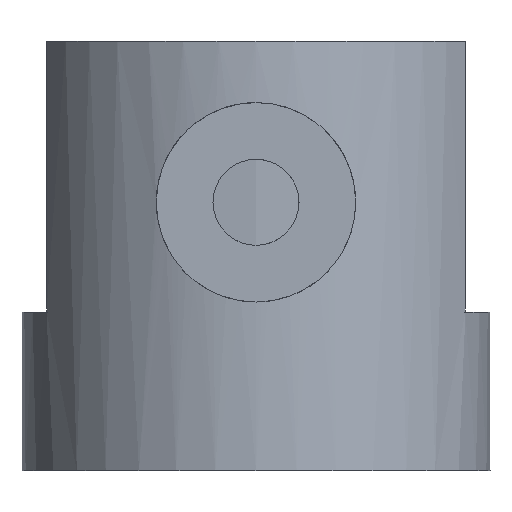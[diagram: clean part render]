
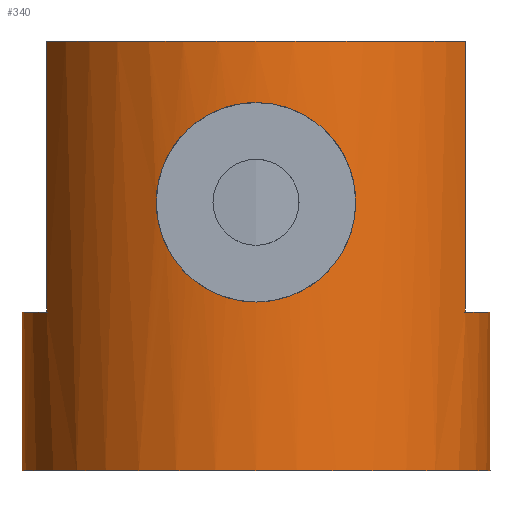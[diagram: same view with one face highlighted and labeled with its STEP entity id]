
A CAD part, left-side view. The second image highlights one B-rep face of the part: STEP entity #340.
In plain terms, the highlighted cylindrical face has radius 15.25 mm (diameter 30.5 mm), a full revolution.
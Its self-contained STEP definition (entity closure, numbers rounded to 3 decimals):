
#26=B_SPLINE_CURVE_WITH_KNOTS('',3,(#554,#555,#556,#557,#558,#559,#560,
#561,#562,#563,#564,#565,#566,#567,#568,#569,#570,#571),.UNSPECIFIED.,.F.,
 .F.,(4,2,2,2,2,2,2,2,4),(0.993,1.242,1.49,
1.738,1.987,2.235,2.484,2.732,
2.98),.UNSPECIFIED.);
#27=B_SPLINE_CURVE_WITH_KNOTS('',3,(#573,#574,#575,#576,#577,#578,#579,
#580,#581,#582),.UNSPECIFIED.,.F.,.F.,(4,2,2,2,4),(3.973,4.222,
4.47,4.719,4.967),.UNSPECIFIED.);
#28=B_SPLINE_CURVE_WITH_KNOTS('',3,(#586,#587,#588,#589,#590,#591,#592,
#593,#594,#595),.UNSPECIFIED.,.F.,.F.,(4,2,2,2,4),(2.98,3.228,
3.476,3.725,3.973),.UNSPECIFIED.);
#53=FACE_OUTER_BOUND('',#79,.T.);
#79=EDGE_LOOP('',(#267,#268,#269,#270,#271,#272,#273,#274,#275,#276,#277,
#278,#279,#280,#281,#282,#283));
#96=LINE('',#667,#111);
#97=LINE('',#668,#112);
#98=LINE('',#670,#113);
#99=LINE('',#673,#114);
#100=LINE('',#675,#115);
#101=LINE('',#678,#116);
#111=VECTOR('',#492,15.25);
#112=VECTOR('',#493,15.25);
#113=VECTOR('',#494,10.);
#114=VECTOR('',#497,10.);
#115=VECTOR('',#498,10.);
#116=VECTOR('',#501,10.);
#132=CIRCLE('',#395,15.25);
#133=CIRCLE('',#396,15.25);
#137=CIRCLE('',#401,15.25);
#138=CIRCLE('',#403,15.25);
#139=CIRCLE('',#404,15.25);
#140=CIRCLE('',#405,15.25);
#152=VERTEX_POINT('',#552);
#153=VERTEX_POINT('',#553);
#154=VERTEX_POINT('',#572);
#162=VERTEX_POINT('',#649);
#163=VERTEX_POINT('',#650);
#164=VERTEX_POINT('',#652);
#166=VERTEX_POINT('',#657);
#168=VERTEX_POINT('',#661);
#169=VERTEX_POINT('',#665);
#170=VERTEX_POINT('',#669);
#171=VERTEX_POINT('',#671);
#172=VERTEX_POINT('',#674);
#173=VERTEX_POINT('',#676);
#186=EDGE_CURVE('',#152,#153,#26,.T.);
#187=EDGE_CURVE('',#154,#152,#27,.T.);
#190=EDGE_CURVE('',#153,#154,#28,.T.);
#200=EDGE_CURVE('',#164,#163,#132,.T.);
#201=EDGE_CURVE('',#162,#164,#133,.T.);
#205=EDGE_CURVE('',#166,#168,#137,.T.);
#206=EDGE_CURVE('',#169,#169,#138,.T.);
#207=EDGE_CURVE('',#169,#152,#96,.T.);
#208=EDGE_CURVE('',#153,#164,#97,.T.);
#209=EDGE_CURVE('',#163,#170,#98,.T.);
#210=EDGE_CURVE('',#170,#171,#139,.T.);
#211=EDGE_CURVE('',#166,#171,#99,.T.);
#212=EDGE_CURVE('',#172,#168,#100,.T.);
#213=EDGE_CURVE('',#172,#173,#140,.T.);
#214=EDGE_CURVE('',#173,#162,#101,.T.);
#267=ORIENTED_EDGE('',*,*,#206,.F.);
#268=ORIENTED_EDGE('',*,*,#207,.T.);
#269=ORIENTED_EDGE('',*,*,#186,.T.);
#270=ORIENTED_EDGE('',*,*,#208,.T.);
#271=ORIENTED_EDGE('',*,*,#200,.T.);
#272=ORIENTED_EDGE('',*,*,#209,.T.);
#273=ORIENTED_EDGE('',*,*,#210,.T.);
#274=ORIENTED_EDGE('',*,*,#211,.F.);
#275=ORIENTED_EDGE('',*,*,#205,.T.);
#276=ORIENTED_EDGE('',*,*,#212,.F.);
#277=ORIENTED_EDGE('',*,*,#213,.T.);
#278=ORIENTED_EDGE('',*,*,#214,.T.);
#279=ORIENTED_EDGE('',*,*,#201,.T.);
#280=ORIENTED_EDGE('',*,*,#208,.F.);
#281=ORIENTED_EDGE('',*,*,#190,.T.);
#282=ORIENTED_EDGE('',*,*,#187,.T.);
#283=ORIENTED_EDGE('',*,*,#207,.F.);
#321=CYLINDRICAL_SURFACE('',#402,15.25);
#340=ADVANCED_FACE('',(#53),#321,.T.);
#395=AXIS2_PLACEMENT_3D('',#653,#474,#475);
#396=AXIS2_PLACEMENT_3D('',#654,#476,#477);
#401=AXIS2_PLACEMENT_3D('',#663,#486,#487);
#402=AXIS2_PLACEMENT_3D('',#664,#488,#489);
#403=AXIS2_PLACEMENT_3D('',#666,#490,#491);
#404=AXIS2_PLACEMENT_3D('',#672,#495,#496);
#405=AXIS2_PLACEMENT_3D('',#677,#499,#500);
#474=DIRECTION('center_axis',(0.,0.,-1.));
#475=DIRECTION('ref_axis',(1.,0.,0.));
#476=DIRECTION('center_axis',(0.,0.,-1.));
#477=DIRECTION('ref_axis',(1.,0.,0.));
#486=DIRECTION('center_axis',(0.,0.,-1.));
#487=DIRECTION('ref_axis',(1.,0.,0.));
#488=DIRECTION('center_axis',(0.,0.,-1.));
#489=DIRECTION('ref_axis',(1.,0.,0.));
#490=DIRECTION('center_axis',(0.,0.,-1.));
#491=DIRECTION('ref_axis',(1.,0.,0.));
#492=DIRECTION('',(0.,0.,1.));
#493=DIRECTION('',(0.,0.,1.));
#494=DIRECTION('',(0.,0.,-1.));
#495=DIRECTION('center_axis',(0.,0.,-1.));
#496=DIRECTION('ref_axis',(1.,0.,0.));
#497=DIRECTION('',(0.,0.,-1.));
#498=DIRECTION('',(0.,0.,1.));
#499=DIRECTION('center_axis',(0.,0.,-1.));
#500=DIRECTION('ref_axis',(1.,0.,0.));
#501=DIRECTION('',(0.,0.,1.));
#552=CARTESIAN_POINT('',(-8.031,9.835,-19.));
#553=CARTESIAN_POINT('',(-8.031,9.835,-6.));
#554=CARTESIAN_POINT('Ctrl Pts',(-8.031,9.835,-19.));
#555=CARTESIAN_POINT('Ctrl Pts',(-8.031,10.662,-19.));
#556=CARTESIAN_POINT('Ctrl Pts',(-7.958,11.538,-18.833));
#557=CARTESIAN_POINT('Ctrl Pts',(-7.692,13.137,-18.166));
#558=CARTESIAN_POINT('Ctrl Pts',(-7.503,13.861,-17.667));
#559=CARTESIAN_POINT('Ctrl Pts',(-7.142,15.003,-16.525));
#560=CARTESIAN_POINT('Ctrl Pts',(-6.944,15.501,-15.801));
#561=CARTESIAN_POINT('Ctrl Pts',(-6.659,16.167,-14.203));
#562=CARTESIAN_POINT('Ctrl Pts',(-6.577,16.335,-13.328));
#563=CARTESIAN_POINT('Ctrl Pts',(-6.577,16.335,-11.672));
#564=CARTESIAN_POINT('Ctrl Pts',(-6.659,16.167,-10.797));
#565=CARTESIAN_POINT('Ctrl Pts',(-6.944,15.501,-9.199));
#566=CARTESIAN_POINT('Ctrl Pts',(-7.142,15.003,-8.475));
#567=CARTESIAN_POINT('Ctrl Pts',(-7.503,13.861,-7.333));
#568=CARTESIAN_POINT('Ctrl Pts',(-7.692,13.137,-6.834));
#569=CARTESIAN_POINT('Ctrl Pts',(-7.958,11.538,-6.167));
#570=CARTESIAN_POINT('Ctrl Pts',(-8.031,10.662,-6.));
#571=CARTESIAN_POINT('Ctrl Pts',(-8.031,9.835,-6.));
#572=CARTESIAN_POINT('',(-6.577,3.335,-12.5));
#573=CARTESIAN_POINT('Ctrl Pts',(-6.577,3.335,-12.5));
#574=CARTESIAN_POINT('Ctrl Pts',(-6.577,3.335,-13.328));
#575=CARTESIAN_POINT('Ctrl Pts',(-6.659,3.503,-14.203));
#576=CARTESIAN_POINT('Ctrl Pts',(-6.944,4.169,-15.801));
#577=CARTESIAN_POINT('Ctrl Pts',(-7.142,4.667,-16.525));
#578=CARTESIAN_POINT('Ctrl Pts',(-7.503,5.81,-17.667));
#579=CARTESIAN_POINT('Ctrl Pts',(-7.692,6.534,-18.166));
#580=CARTESIAN_POINT('Ctrl Pts',(-7.958,8.133,-18.833));
#581=CARTESIAN_POINT('Ctrl Pts',(-8.031,9.008,-19.));
#582=CARTESIAN_POINT('Ctrl Pts',(-8.031,9.835,-19.));
#586=CARTESIAN_POINT('Ctrl Pts',(-8.031,9.835,-6.));
#587=CARTESIAN_POINT('Ctrl Pts',(-8.031,9.008,-6.));
#588=CARTESIAN_POINT('Ctrl Pts',(-7.958,8.133,-6.167));
#589=CARTESIAN_POINT('Ctrl Pts',(-7.692,6.534,-6.834));
#590=CARTESIAN_POINT('Ctrl Pts',(-7.503,5.81,-7.333));
#591=CARTESIAN_POINT('Ctrl Pts',(-7.142,4.667,-8.475));
#592=CARTESIAN_POINT('Ctrl Pts',(-6.944,4.169,-9.199));
#593=CARTESIAN_POINT('Ctrl Pts',(-6.659,3.503,-10.797));
#594=CARTESIAN_POINT('Ctrl Pts',(-6.577,3.335,-11.672));
#595=CARTESIAN_POINT('Ctrl Pts',(-6.577,3.335,-12.5));
#649=CARTESIAN_POINT('',(0.424,-3.818,-2.));
#650=CARTESIAN_POINT('',(0.424,23.488,-2.));
#652=CARTESIAN_POINT('',(-8.031,9.835,-2.));
#653=CARTESIAN_POINT('Origin',(7.219,9.835,-2.));
#654=CARTESIAN_POINT('Origin',(7.219,9.835,-2.));
#657=CARTESIAN_POINT('',(19.84,18.395,-2.));
#661=CARTESIAN_POINT('',(19.84,1.275,-2.));
#663=CARTESIAN_POINT('Origin',(7.219,9.835,-2.));
#664=CARTESIAN_POINT('Origin',(7.219,9.835,0.));
#665=CARTESIAN_POINT('',(-8.031,9.835,-30.));
#666=CARTESIAN_POINT('Origin',(7.219,9.835,-30.));
#667=CARTESIAN_POINT('',(-8.031,9.835,0.));
#668=CARTESIAN_POINT('',(-8.031,9.835,0.));
#669=CARTESIAN_POINT('',(0.424,23.488,-19.65));
#670=CARTESIAN_POINT('',(0.424,23.488,-2.));
#671=CARTESIAN_POINT('',(19.84,18.395,-19.65));
#672=CARTESIAN_POINT('Origin',(7.219,9.835,-19.65));
#673=CARTESIAN_POINT('',(19.84,18.395,0.));
#674=CARTESIAN_POINT('',(19.84,1.275,-19.65));
#675=CARTESIAN_POINT('',(19.84,1.275,0.));
#676=CARTESIAN_POINT('',(0.424,-3.818,-19.65));
#677=CARTESIAN_POINT('Origin',(7.219,9.835,-19.65));
#678=CARTESIAN_POINT('',(0.424,-3.818,-2.));
